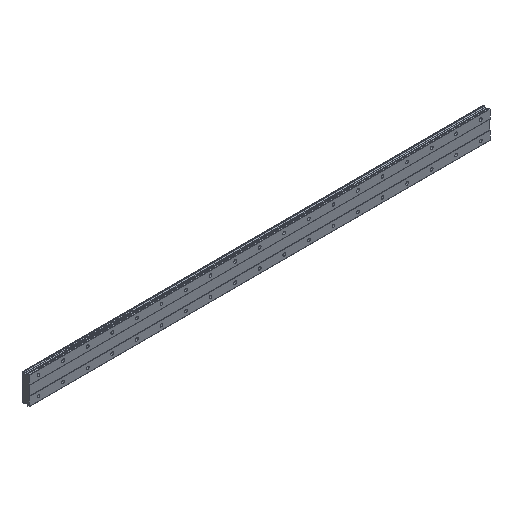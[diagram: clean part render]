
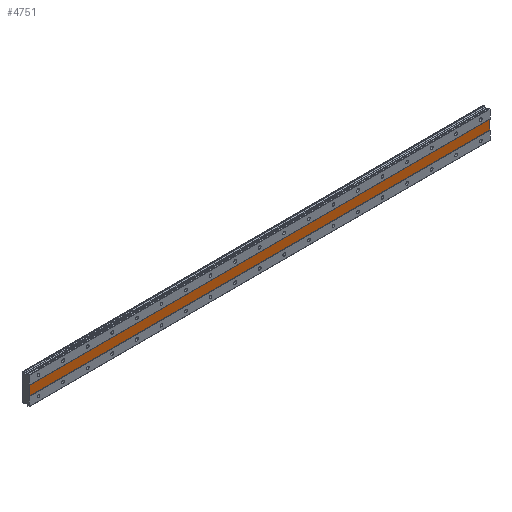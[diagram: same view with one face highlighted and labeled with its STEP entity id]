
A CAD part, isometric view. The second image highlights one B-rep face of the part: STEP entity #4751.
In plain terms, the highlighted planar face has unit normal (0, -1, 0).
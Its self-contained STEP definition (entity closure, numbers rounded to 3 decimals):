
#916=FACE_OUTER_BOUND('',#1326,.T.);
#1326=EDGE_LOOP('',(#4055,#4056,#4057,#4058));
#1668=LINE('',#9282,#1986);
#1695=LINE('',#9351,#2013);
#1696=LINE('',#9354,#2014);
#1697=LINE('',#9355,#2015);
#1986=VECTOR('',#6185,10.);
#2013=VECTOR('',#6250,79.9);
#2014=VECTOR('',#6253,30.);
#2015=VECTOR('',#6254,79.9);
#2466=VERTEX_POINT('',#9279);
#2467=VERTEX_POINT('',#9281);
#2490=VERTEX_POINT('',#9349);
#2491=VERTEX_POINT('',#9353);
#3048=EDGE_CURVE('',#2466,#2467,#1668,.T.);
#3083=EDGE_CURVE('',#2467,#2490,#1695,.T.);
#3084=EDGE_CURVE('',#2491,#2490,#1696,.T.);
#3085=EDGE_CURVE('',#2466,#2491,#1697,.T.);
#4055=ORIENTED_EDGE('',*,*,#3084,.T.);
#4056=ORIENTED_EDGE('',*,*,#3083,.F.);
#4057=ORIENTED_EDGE('',*,*,#3048,.F.);
#4058=ORIENTED_EDGE('',*,*,#3085,.T.);
#4488=PLANE('',#5188);
#4751=ADVANCED_FACE('',(#916),#4488,.T.);
#5188=AXIS2_PLACEMENT_3D('',#9352,#6251,#6252);
#6185=DIRECTION('',(1.,0.,0.));
#6250=DIRECTION('',(0.,0.,-1.));
#6251=DIRECTION('center_axis',(0.,-1.,0.));
#6252=DIRECTION('ref_axis',(0.,0.,-1.));
#6253=DIRECTION('',(1.,0.,0.));
#6254=DIRECTION('',(0.,0.,-1.));
#9279=CARTESIAN_POINT('',(-15.,1.,1420.1));
#9281=CARTESIAN_POINT('',(15.,1.,1420.1));
#9282=CARTESIAN_POINT('',(-15.,1.,1420.1));
#9349=CARTESIAN_POINT('',(15.,1.,-79.9));
#9351=CARTESIAN_POINT('',(15.,1.,0.));
#9352=CARTESIAN_POINT('Origin',(0.,1.,0.));
#9353=CARTESIAN_POINT('',(-15.,1.,-79.9));
#9354=CARTESIAN_POINT('',(0.,1.,-79.9));
#9355=CARTESIAN_POINT('',(-15.,1.,0.));
